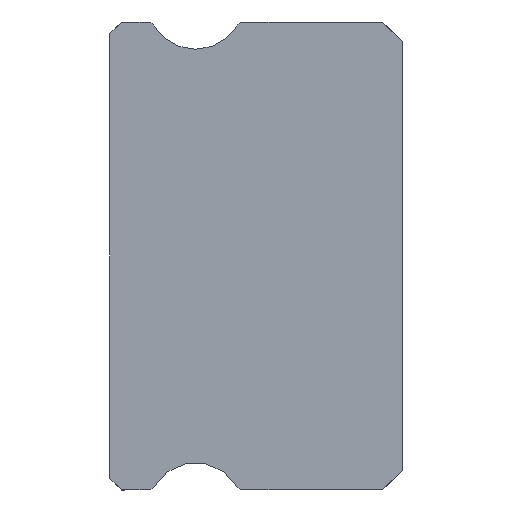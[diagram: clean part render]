
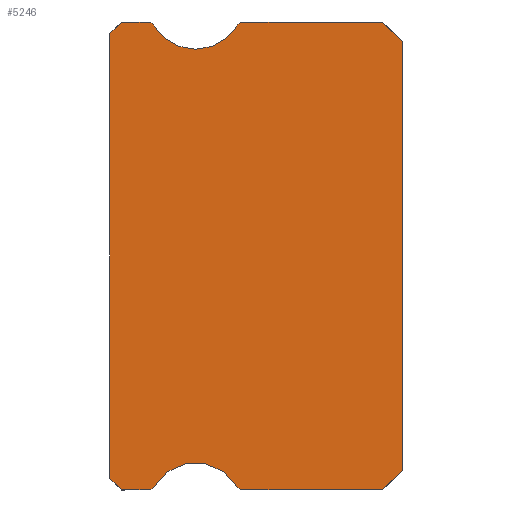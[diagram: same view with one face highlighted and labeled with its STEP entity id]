
A CAD part, left-side view. The second image highlights one B-rep face of the part: STEP entity #5246.
In plain terms, the highlighted planar face has unit normal (-1, 0, 0).
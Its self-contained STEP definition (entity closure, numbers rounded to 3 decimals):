
#74 = CARTESIAN_POINT ( 'NONE',  ( -12.5, 0., -5.5 ) ) ;
#187 = EDGE_CURVE ( 'NONE', #5530, #3300, #1025, .T. ) ;
#238 = CARTESIAN_POINT ( 'NONE',  ( -12.5, 6.512, 5.85 ) ) ;
#268 = CARTESIAN_POINT ( 'NONE',  ( -12.5, 6.512, -6. ) ) ;
#323 = CARTESIAN_POINT ( 'NONE',  ( -12.5, 6.512, 5.85 ) ) ;
#376 = EDGE_CURVE ( 'NONE', #5609, #3220, #7961, .T. ) ;
#478 = VERTEX_POINT ( 'NONE', #607 ) ;
#533 = VERTEX_POINT ( 'NONE', #2372 ) ;
#551 = DIRECTION ( 'NONE',  ( 0., 0., -1. ) ) ;
#568 = EDGE_CURVE ( 'NONE', #7770, #5799, #6561, .T. ) ;
#607 = CARTESIAN_POINT ( 'NONE',  ( -12.5, 7.2, 6. ) ) ;
#622 = VECTOR ( 'NONE', #7209, 1000. ) ;
#651 = EDGE_CURVE ( 'NONE', #478, #9826, #6690, .T. ) ;
#657 = CARTESIAN_POINT ( 'NONE',  ( -12.5, 6.512, -6. ) ) ;
#748 = EDGE_CURVE ( 'NONE', #3300, #8978, #9373, .T. ) ;
#884 = VERTEX_POINT ( 'NONE', #7186 ) ;
#1025 = LINE ( 'NONE', #6081, #8187 ) ;
#1213 = ORIENTED_EDGE ( 'NONE', *, *, #568, .F. ) ;
#1231 = EDGE_CURVE ( 'NONE', #7511, #8544, #5868, .T. ) ;
#1245 = DIRECTION ( 'NONE',  ( 0., 0., 1. ) ) ;
#1324 = LINE ( 'NONE', #10956, #4932 ) ;
#1328 = CARTESIAN_POINT ( 'NONE',  ( -12.5, 4.088, -5.85 ) ) ;
#1334 = EDGE_CURVE ( 'NONE', #4390, #478, #8304, .T. ) ;
#1480 = EDGE_CURVE ( 'NONE', #2456, #884, #3015, .T. ) ;
#1628 = CARTESIAN_POINT ( 'NONE',  ( -12.5, 0.5, 6. ) ) ;
#1677 = CARTESIAN_POINT ( 'NONE',  ( -12.5, 7.2, -6. ) ) ;
#1688 = DIRECTION ( 'NONE',  ( 0., 0., -1. ) ) ;
#1992 = DIRECTION ( 'NONE',  ( 0., 0., -1. ) ) ;
#2086 = ORIENTED_EDGE ( 'NONE', *, *, #10911, .F. ) ;
#2357 = CIRCLE ( 'NONE', #10130, 0.15 ) ;
#2372 = CARTESIAN_POINT ( 'NONE',  ( -12.5, 4.217, 5.925 ) ) ;
#2456 = VERTEX_POINT ( 'NONE', #10015 ) ;
#2788 = EDGE_CURVE ( 'NONE', #3523, #5609, #1324, .T. ) ;
#2815 = ORIENTED_EDGE ( 'NONE', *, *, #8994, .F. ) ;
#2957 = VECTOR ( 'NONE', #11031, 1000. ) ;
#2989 = CARTESIAN_POINT ( 'NONE',  ( -12.5, 6.383, 5.925 ) ) ;
#3015 = LINE ( 'NONE', #657, #6598 ) ;
#3095 = CARTESIAN_POINT ( 'NONE',  ( -12.5, 7.2, 6. ) ) ;
#3220 = VERTEX_POINT ( 'NONE', #3744 ) ;
#3251 = CARTESIAN_POINT ( 'NONE',  ( -12.5, 4.088, 5.85 ) ) ;
#3300 = VERTEX_POINT ( 'NONE', #7704 ) ;
#3330 = VECTOR ( 'NONE', #5107, 1000. ) ;
#3395 = CIRCLE ( 'NONE', #4999, 0.15 ) ;
#3438 = ORIENTED_EDGE ( 'NONE', *, *, #4416, .F. ) ;
#3504 = ORIENTED_EDGE ( 'NONE', *, *, #5408, .F. ) ;
#3523 = VERTEX_POINT ( 'NONE', #8677 ) ;
#3688 = DIRECTION ( 'NONE',  ( 1., 0., 0. ) ) ;
#3741 = CIRCLE ( 'NONE', #7350, 0.15 ) ;
#3744 = CARTESIAN_POINT ( 'NONE',  ( -12.5, 6.512, -6. ) ) ;
#3871 = CARTESIAN_POINT ( 'NONE',  ( -12.5, 5.3, 6.55 ) ) ;
#3908 = VECTOR ( 'NONE', #9941, 1000. ) ;
#3915 = DIRECTION ( 'NONE',  ( 0., 0., -1. ) ) ;
#4054 = AXIS2_PLACEMENT_3D ( 'NONE', #4876, #7311, #8357 ) ;
#4123 = CARTESIAN_POINT ( 'NONE',  ( -12.5, 0., 5.5 ) ) ;
#4256 = ORIENTED_EDGE ( 'NONE', *, *, #376, .T. ) ;
#4378 = DIRECTION ( 'NONE',  ( 0., -1., 0. ) ) ;
#4390 = VERTEX_POINT ( 'NONE', #7338 ) ;
#4416 = EDGE_CURVE ( 'NONE', #5893, #2456, #7180, .T. ) ;
#4521 = CARTESIAN_POINT ( 'NONE',  ( -12.5, 6.512, -5.85 ) ) ;
#4561 = CARTESIAN_POINT ( 'NONE',  ( -12.5, 0., -5.5 ) ) ;
#4656 = CARTESIAN_POINT ( 'NONE',  ( -12.5, 4.217, -5.925 ) ) ;
#4658 = EDGE_CURVE ( 'NONE', #533, #5530, #8227, .T. ) ;
#4746 = ORIENTED_EDGE ( 'NONE', *, *, #1480, .F. ) ;
#4876 = CARTESIAN_POINT ( 'NONE',  ( -12.5, 5.3, -6.55 ) ) ;
#4932 = VECTOR ( 'NONE', #5716, 1000. ) ;
#4935 = DIRECTION ( 'NONE',  ( 0., 1., 0. ) ) ;
#4999 = AXIS2_PLACEMENT_3D ( 'NONE', #4521, #7993, #7135 ) ;
#5064 = CARTESIAN_POINT ( 'NONE',  ( -12.5, 7.5, 5.7 ) ) ;
#5107 = DIRECTION ( 'NONE',  ( 0., -0.707, -0.707 ) ) ;
#5246 = ADVANCED_FACE ( 'NONE', ( #5554 ), #10804, .F. ) ;
#5408 = EDGE_CURVE ( 'NONE', #3523, #9826, #10970, .T. ) ;
#5530 = VERTEX_POINT ( 'NONE', #6857 ) ;
#5554 = FACE_OUTER_BOUND ( 'NONE', #7997, .T. ) ;
#5558 = LINE ( 'NONE', #8968, #10102 ) ;
#5609 = VERTEX_POINT ( 'NONE', #1677 ) ;
#5716 = DIRECTION ( 'NONE',  ( 0., -0.707, -0.707 ) ) ;
#5799 = VERTEX_POINT ( 'NONE', #6450 ) ;
#5850 = EDGE_CURVE ( 'NONE', #884, #7770, #3741, .T. ) ;
#5868 = CIRCLE ( 'NONE', #11144, 1.25 ) ;
#5872 = AXIS2_PLACEMENT_3D ( 'NONE', #3251, #9020, #551 ) ;
#5893 = VERTEX_POINT ( 'NONE', #74 ) ;
#6039 = ORIENTED_EDGE ( 'NONE', *, *, #748, .F. ) ;
#6081 = CARTESIAN_POINT ( 'NONE',  ( -12.5, 6.512, 6. ) ) ;
#6312 = ORIENTED_EDGE ( 'NONE', *, *, #651, .T. ) ;
#6322 = DIRECTION ( 'NONE',  ( 0., 0.707, -0.707 ) ) ;
#6450 = CARTESIAN_POINT ( 'NONE',  ( -12.5, 6.383, -5.925 ) ) ;
#6525 = ORIENTED_EDGE ( 'NONE', *, *, #1334, .T. ) ;
#6561 = CIRCLE ( 'NONE', #4054, 1.25 ) ;
#6598 = VECTOR ( 'NONE', #7242, 1000. ) ;
#6690 = LINE ( 'NONE', #6858, #2957 ) ;
#6857 = CARTESIAN_POINT ( 'NONE',  ( -12.5, 4.088, 6. ) ) ;
#6858 = CARTESIAN_POINT ( 'NONE',  ( -12.5, 7.5, 5.7 ) ) ;
#6925 = CARTESIAN_POINT ( 'NONE',  ( -12.5, 5.3, 6.55 ) ) ;
#6956 = VECTOR ( 'NONE', #6322, 1000. ) ;
#7135 = DIRECTION ( 'NONE',  ( 0., 0., -1. ) ) ;
#7180 = LINE ( 'NONE', #4561, #6956 ) ;
#7186 = CARTESIAN_POINT ( 'NONE',  ( -12.5, 4.088, -6. ) ) ;
#7209 = DIRECTION ( 'NONE',  ( 0., -1., 0. ) ) ;
#7242 = DIRECTION ( 'NONE',  ( 0., 1., 0. ) ) ;
#7311 = DIRECTION ( 'NONE',  ( -1., 0., 0. ) ) ;
#7338 = CARTESIAN_POINT ( 'NONE',  ( -12.5, 6.512, 6. ) ) ;
#7350 = AXIS2_PLACEMENT_3D ( 'NONE', #1328, #7425, #3915 ) ;
#7425 = DIRECTION ( 'NONE',  ( 1., 0., 0. ) ) ;
#7434 = CARTESIAN_POINT ( 'NONE',  ( -12.5, 7.5, 5.85 ) ) ;
#7511 = VERTEX_POINT ( 'NONE', #2989 ) ;
#7704 = CARTESIAN_POINT ( 'NONE',  ( -12.5, 0.5, 6. ) ) ;
#7770 = VERTEX_POINT ( 'NONE', #4656 ) ;
#7961 = LINE ( 'NONE', #268, #622 ) ;
#7993 = DIRECTION ( 'NONE',  ( 1., 0., 0. ) ) ;
#7997 = EDGE_LOOP ( 'NONE', ( #6312, #3504, #8322, #4256, #9414, #1213, #10558, #4746, #3438, #8712, #6039, #10370, #8256, #2086, #9268, #2815, #6525 ) ) ;
#8098 = EDGE_CURVE ( 'NONE', #5799, #3220, #3395, .T. ) ;
#8123 = CARTESIAN_POINT ( 'NONE',  ( -12.5, 5.3, 5.3 ) ) ;
#8187 = VECTOR ( 'NONE', #4378, 1000. ) ;
#8227 = CIRCLE ( 'NONE', #5872, 0.15 ) ;
#8256 = ORIENTED_EDGE ( 'NONE', *, *, #4658, .F. ) ;
#8304 = LINE ( 'NONE', #3095, #10772 ) ;
#8322 = ORIENTED_EDGE ( 'NONE', *, *, #2788, .T. ) ;
#8357 = DIRECTION ( 'NONE',  ( 0., 0., -1. ) ) ;
#8544 = VERTEX_POINT ( 'NONE', #8123 ) ;
#8677 = CARTESIAN_POINT ( 'NONE',  ( -12.5, 7.5, -5.7 ) ) ;
#8712 = ORIENTED_EDGE ( 'NONE', *, *, #9138, .T. ) ;
#8962 = AXIS2_PLACEMENT_3D ( 'NONE', #323, #8963, #9717 ) ;
#8963 = DIRECTION ( 'NONE',  ( 1., 0., 0. ) ) ;
#8968 = CARTESIAN_POINT ( 'NONE',  ( -12.5, 0., 5.5 ) ) ;
#8978 = VERTEX_POINT ( 'NONE', #4123 ) ;
#8994 = EDGE_CURVE ( 'NONE', #4390, #7511, #2357, .T. ) ;
#9020 = DIRECTION ( 'NONE',  ( 1., 0., 0. ) ) ;
#9138 = EDGE_CURVE ( 'NONE', #5893, #8978, #5558, .T. ) ;
#9140 = DIRECTION ( 'NONE',  ( 0., 0., -1. ) ) ;
#9268 = ORIENTED_EDGE ( 'NONE', *, *, #1231, .F. ) ;
#9373 = LINE ( 'NONE', #1628, #3330 ) ;
#9414 = ORIENTED_EDGE ( 'NONE', *, *, #8098, .F. ) ;
#9717 = DIRECTION ( 'NONE',  ( 0., 0., -1. ) ) ;
#9826 = VERTEX_POINT ( 'NONE', #5064 ) ;
#9941 = DIRECTION ( 'NONE',  ( 0., 0., 1. ) ) ;
#10015 = CARTESIAN_POINT ( 'NONE',  ( -12.5, 0.5, -6. ) ) ;
#10102 = VECTOR ( 'NONE', #1245, 1000. ) ;
#10130 = AXIS2_PLACEMENT_3D ( 'NONE', #238, #3688, #1992 ) ;
#10158 = AXIS2_PLACEMENT_3D ( 'NONE', #6925, #10413, #1688 ) ;
#10177 = DIRECTION ( 'NONE',  ( -1., 0., 0. ) ) ;
#10370 = ORIENTED_EDGE ( 'NONE', *, *, #187, .F. ) ;
#10413 = DIRECTION ( 'NONE',  ( -1., 0., 0. ) ) ;
#10529 = CIRCLE ( 'NONE', #10158, 1.25 ) ;
#10558 = ORIENTED_EDGE ( 'NONE', *, *, #5850, .F. ) ;
#10772 = VECTOR ( 'NONE', #4935, 1000. ) ;
#10804 = PLANE ( 'NONE',  #8962 ) ;
#10911 = EDGE_CURVE ( 'NONE', #8544, #533, #10529, .T. ) ;
#10956 = CARTESIAN_POINT ( 'NONE',  ( -12.5, 7.2, -6. ) ) ;
#10970 = LINE ( 'NONE', #7434, #3908 ) ;
#11031 = DIRECTION ( 'NONE',  ( 0., 0.707, -0.707 ) ) ;
#11144 = AXIS2_PLACEMENT_3D ( 'NONE', #3871, #10177, #9140 ) ;
